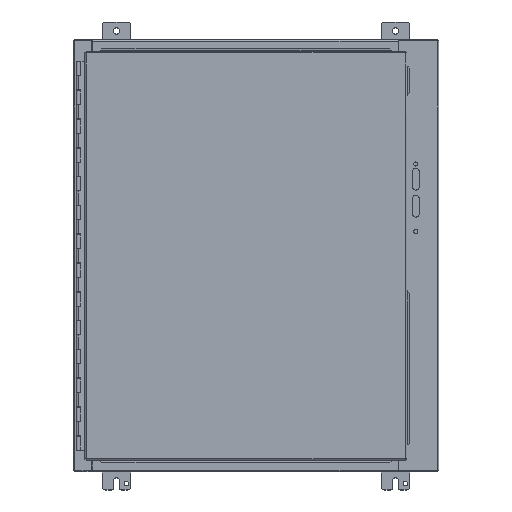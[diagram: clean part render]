
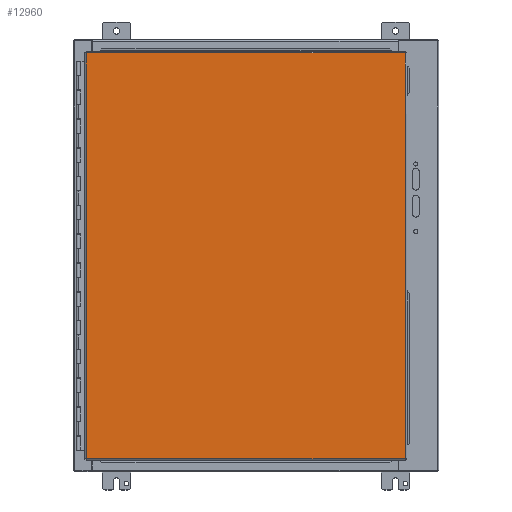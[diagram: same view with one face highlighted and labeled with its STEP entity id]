
A CAD part, top view. The second image highlights one B-rep face of the part: STEP entity #12960.
In plain terms, the highlighted planar face has unit normal (0, 0, 1).
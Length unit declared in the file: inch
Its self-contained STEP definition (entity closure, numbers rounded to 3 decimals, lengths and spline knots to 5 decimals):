
#1522=FACE_OUTER_BOUND('',#2248,.T.);
#2248=EDGE_LOOP('',(#10732,#10733,#10734,#10735));
#3491=LINE('',#21243,#4754);
#3497=LINE('',#21324,#4760);
#3503=LINE('',#21406,#4766);
#3510=LINE('',#21487,#4773);
#4754=VECTOR('',#17022,28.1645);
#4760=VECTOR('',#17036,22.13325);
#4766=VECTOR('',#17050,28.1645);
#4773=VECTOR('',#17067,22.13325);
#5839=VERTEX_POINT('',#21234);
#5840=VERTEX_POINT('',#21242);
#5843=VERTEX_POINT('',#21316);
#5847=VERTEX_POINT('',#21398);
#7473=EDGE_CURVE('',#5840,#5839,#3491,.T.);
#7483=EDGE_CURVE('',#5839,#5843,#3497,.T.);
#7493=EDGE_CURVE('',#5843,#5847,#3503,.T.);
#7504=EDGE_CURVE('',#5847,#5840,#3510,.T.);
#10732=ORIENTED_EDGE('',*,*,#7473,.T.);
#10733=ORIENTED_EDGE('',*,*,#7483,.T.);
#10734=ORIENTED_EDGE('',*,*,#7493,.T.);
#10735=ORIENTED_EDGE('',*,*,#7504,.T.);
#11747=PLANE('',#13967);
#12960=ADVANCED_FACE('',(#1522),#11747,.T.);
#13967=AXIS2_PLACEMENT_3D('',#21555,#17077,#17078);
#17022=DIRECTION('',(0.,1.,0.));
#17036=DIRECTION('',(-1.,0.,0.));
#17050=DIRECTION('',(0.,-1.,0.));
#17067=DIRECTION('',(1.,0.,0.));
#17077=DIRECTION('center_axis',(0.,0.,1.));
#17078=DIRECTION('ref_axis',(1.,0.,0.));
#21234=CARTESIAN_POINT('',(22.2385,28.26975,0.074));
#21242=CARTESIAN_POINT('',(22.2385,0.10525,0.074));
#21243=CARTESIAN_POINT('',(22.2385,7.14638,0.074));
#21316=CARTESIAN_POINT('',(0.10525,28.26975,0.074));
#21324=CARTESIAN_POINT('',(16.70519,28.26975,0.074));
#21398=CARTESIAN_POINT('',(0.10525,0.10525,0.074));
#21406=CARTESIAN_POINT('',(0.10525,21.22863,0.074));
#21487=CARTESIAN_POINT('',(5.63856,0.10525,0.074));
#21555=CARTESIAN_POINT('Origin',(11.17188,14.1875,0.074));
